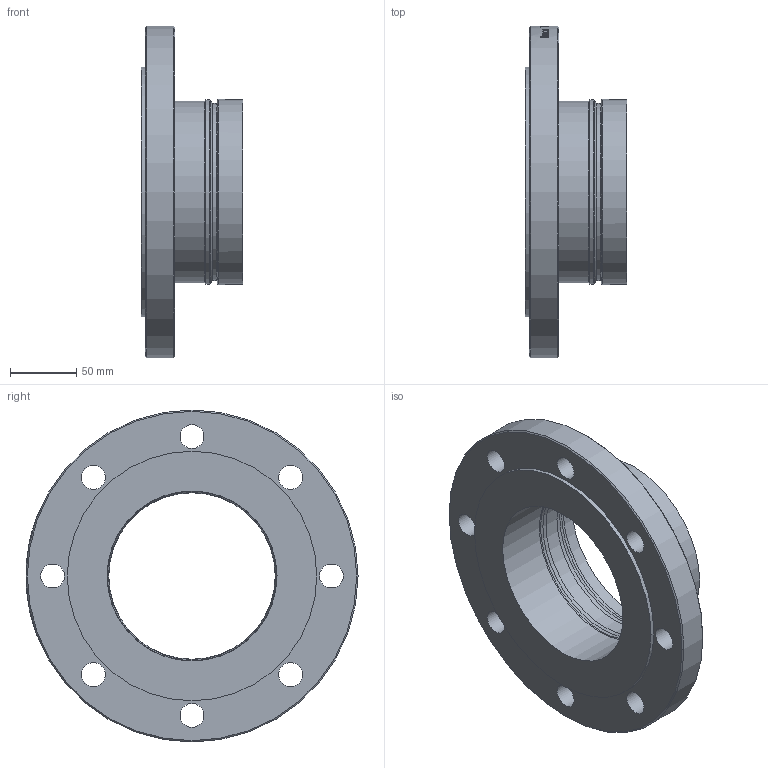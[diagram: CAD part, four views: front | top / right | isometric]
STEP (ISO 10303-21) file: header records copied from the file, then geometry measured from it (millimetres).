
FILE_DESCRIPTION (( 'STEP AP214' ), '1' );
FILE_NAME ('V100-FL-139-00-x Typ E498 PN10-16 DN125 500 Ø139,7 1812.STEP', '2018-12-27T11:34:21', ( '' ), ( '' ), 'SwSTEP 2.0', 'SolidWorks 2016', '' );
FILE_SCHEMA (( 'AUTOMOTIVE_DESIGN' ));
Length unit declared in the file: millimetre
Products named in the file (1): V100-FL-139-00-x Typ E498 PN10-16 DN125 500 Ø139,7 1812
Bounding box: 76.2 x 250.01 x 250 mm (x, y, z)
Volume: 900310.6 mm3; surface area: 151080.7 mm2
Topology: 1 solids, 1 shells, 222 faces, 561 edges, 369 vertices
Faces by surface type: bspline 94, plane 71, cylinder 40, torus 10, cone 7
Full cylindrical faces by diameter (mm): 18 x8, 125.374 x1, 128.016 x1, 133.35 x1, 136.652 x1, 138.938 x1, 187.96 x1, 249.999 x1
Entity records: 12956 total; most frequent: CARTESIAN_POINT 6333, ORIENTED_EDGE 1050, DIRECTION 676, EDGE_CURVE 525, VERTEX_POINT 365, EDGE_LOOP 300, FACE_OUTER_BOUND 247, AXIS2_PLACEMENT_3D 234
